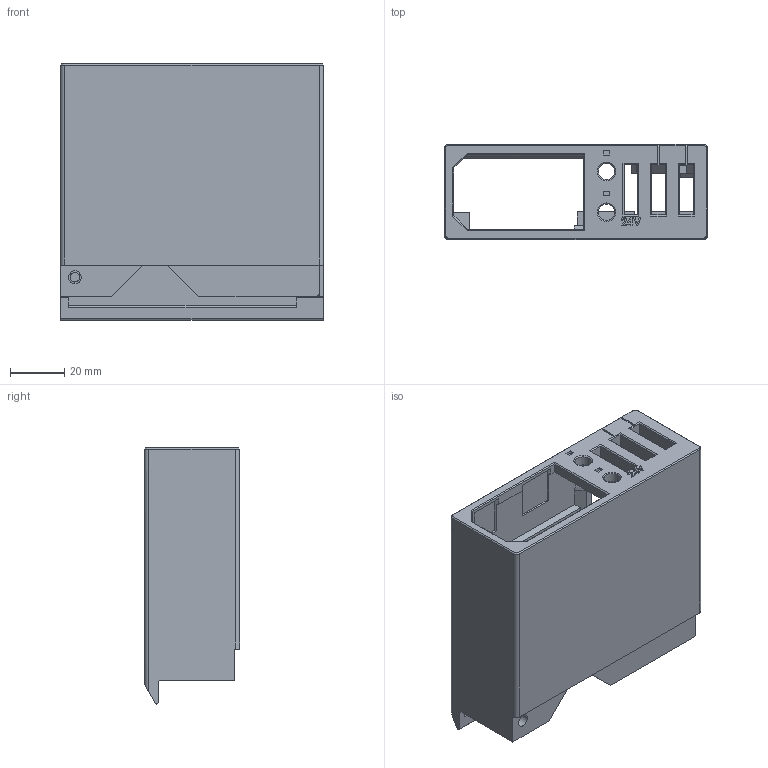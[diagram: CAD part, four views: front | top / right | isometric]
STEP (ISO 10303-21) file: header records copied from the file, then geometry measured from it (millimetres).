
FILE_DESCRIPTION (( 'STEP AP203' ), '1' );
FILE_NAME ('LRS-150.STEP', '2025-05-04T07:41:43', ( '' ), ( '' ), 'SwSTEP 2.0', 'SolidWorks 2024', '' );
FILE_SCHEMA (( 'CONFIG_CONTROL_DESIGN' ));
Length unit declared in the file: millimetre
Products named in the file (1): LRS-150
Bounding box: 96.8 x 35 x 94.23 mm (x, y, z)
Volume: 93364.4 mm3; surface area: 56378.2 mm2
Topology: 3 solids, 3 shells, 303 faces, 814 edges, 530 vertices
Faces by surface type: plane 245, cylinder 42, cone 10, bspline 6
Entity records: 9771 total; most frequent: CARTESIAN_POINT 2031, ORIENTED_EDGE 1628, DIRECTION 1489, EDGE_CURVE 814, LINE 705, VECTOR 705, VERTEX_POINT 530, AXIS2_PLACEMENT_3D 392
